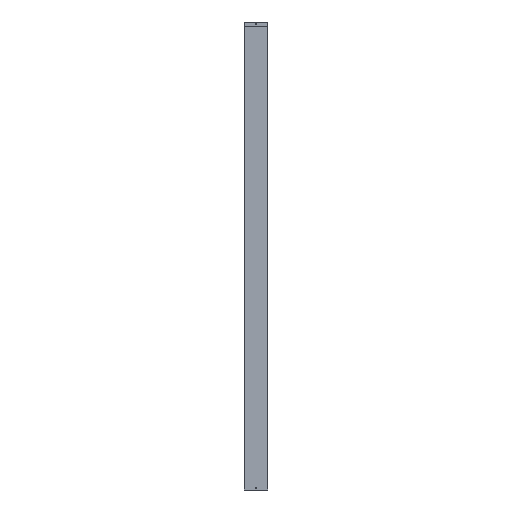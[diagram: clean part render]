
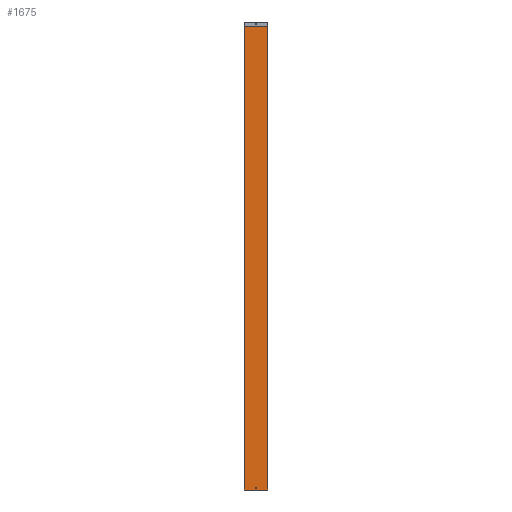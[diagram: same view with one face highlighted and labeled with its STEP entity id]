
A CAD part, front view. The second image highlights one B-rep face of the part: STEP entity #1675.
In plain terms, the highlighted planar face has unit normal (0, -1, 0).
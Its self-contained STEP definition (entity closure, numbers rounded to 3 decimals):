
#40 = EDGE_CURVE ( 'NONE', #456, #499, #578, .T. ) ;
#66 = EDGE_CURVE ( 'NONE', #509, #499, #627, .T. ) ;
#77 = EDGE_CURVE ( 'NONE', #462, #456, #646, .T. ) ;
#79 = EDGE_CURVE ( 'NONE', #1799, #1799, #650, .T. ) ;
#84 = EDGE_CURVE ( 'NONE', #462, #509, #658, .T. ) ;
#193 = AXIS2_PLACEMENT_3D ( 'NONE', #1330, #1338, #1339 ) ;
#253 = AXIS2_PLACEMENT_3D ( 'NONE', #964, #965, #966 ) ;
#325 = CARTESIAN_POINT ( 'NONE',  ( -75., 0., 0. ) ) ;
#335 = CARTESIAN_POINT ( 'NONE',  ( -75., 0., 2968. ) ) ;
#372 = CARTESIAN_POINT ( 'NONE',  ( 75., 0., 0. ) ) ;
#382 = CARTESIAN_POINT ( 'NONE',  ( 75., 0., 2968. ) ) ;
#456 = VERTEX_POINT ( 'NONE', #325 ) ;
#462 = VERTEX_POINT ( 'NONE', #335 ) ;
#499 = VERTEX_POINT ( 'NONE', #372 ) ;
#509 = VERTEX_POINT ( 'NONE', #382 ) ;
#578 = LINE ( 'NONE', #871, #581 ) ;
#581 = VECTOR ( 'NONE', #887, 1000. ) ;
#627 = LINE ( 'NONE', #917, #632 ) ;
#632 = VECTOR ( 'NONE', #930, 1000. ) ;
#646 = LINE ( 'NONE', #956, #649 ) ;
#649 = VECTOR ( 'NONE', #957, 1000. ) ;
#650 = CIRCLE ( 'NONE', #253, 3.5 ) ;
#658 = LINE ( 'NONE', #969, #660 ) ;
#660 = VECTOR ( 'NONE', #963, 1000. ) ;
#827 = FACE_BOUND ( 'NONE', #1873, .T. ) ;
#834 = FACE_OUTER_BOUND ( 'NONE', #1856, .T. ) ;
#871 = CARTESIAN_POINT ( 'NONE',  ( -75., 0., 0. ) ) ;
#887 = DIRECTION ( 'NONE',  ( 1., 0., 0. ) ) ;
#917 = CARTESIAN_POINT ( 'NONE',  ( 75., 0., 2969. ) ) ;
#930 = DIRECTION ( 'NONE',  ( 0., 0., -1. ) ) ;
#956 = CARTESIAN_POINT ( 'NONE',  ( -75., 0., 2969. ) ) ;
#957 = DIRECTION ( 'NONE',  ( 0., 0., -1. ) ) ;
#963 = DIRECTION ( 'NONE',  ( 1., 0., 0. ) ) ;
#964 = CARTESIAN_POINT ( 'NONE',  ( 0., 0., 15. ) ) ;
#965 = DIRECTION ( 'NONE',  ( 0., -1., 0. ) ) ;
#966 = DIRECTION ( 'NONE',  ( 0., 0., 1. ) ) ;
#969 = CARTESIAN_POINT ( 'NONE',  ( -75., 0., 2968. ) ) ;
#1138 = ORIENTED_EDGE ( 'NONE', *, *, #40, .T. ) ;
#1139 = ORIENTED_EDGE ( 'NONE', *, *, #77, .T. ) ;
#1140 = ORIENTED_EDGE ( 'NONE', *, *, #84, .F. ) ;
#1141 = ORIENTED_EDGE ( 'NONE', *, *, #66, .F. ) ;
#1142 = ORIENTED_EDGE ( 'NONE', *, *, #79, .F. ) ;
#1330 = CARTESIAN_POINT ( 'NONE',  ( -75., 0., 2969. ) ) ;
#1334 = PLANE ( 'NONE',  #193 ) ;
#1338 = DIRECTION ( 'NONE',  ( 0., 1., 0. ) ) ;
#1339 = DIRECTION ( 'NONE',  ( 0., 0., 1. ) ) ;
#1517 = CARTESIAN_POINT ( 'NONE',  ( 0., 0., 18.5 ) ) ;
#1675 = ADVANCED_FACE ( 'NONE', ( #827, #834 ), #1334, .F. ) ;
#1799 = VERTEX_POINT ( 'NONE', #1517 ) ;
#1856 = EDGE_LOOP ( 'NONE', ( #1141, #1140, #1139, #1138 ) ) ;
#1873 = EDGE_LOOP ( 'NONE', ( #1142 ) ) ;
